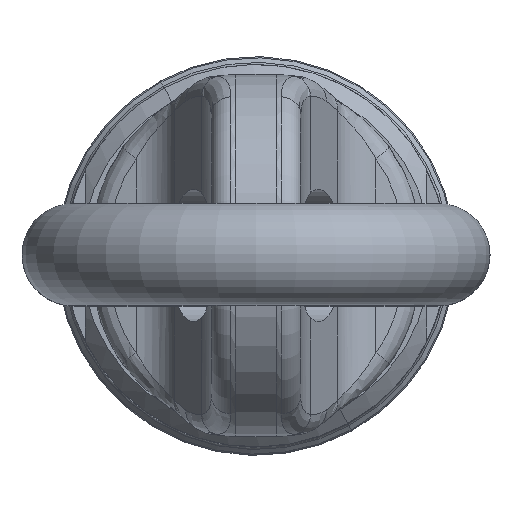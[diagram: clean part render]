
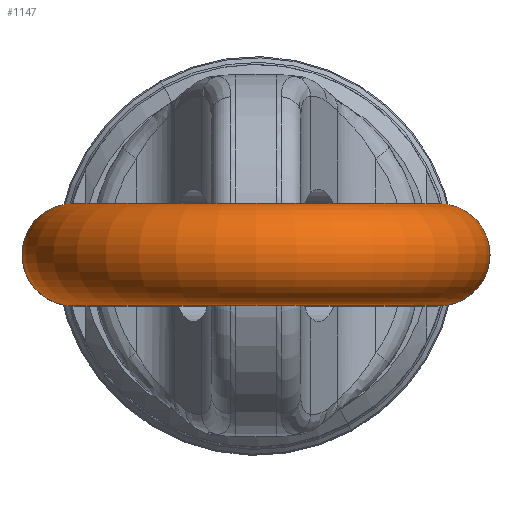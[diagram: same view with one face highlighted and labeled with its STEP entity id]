
A CAD part, top view. The second image highlights one B-rep face of the part: STEP entity #1147.
In plain terms, the highlighted toroidal (fillet/blend) face has major radius 45 mm and minor radius 12.5 mm.
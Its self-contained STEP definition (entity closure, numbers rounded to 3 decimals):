
#1108=CARTESIAN_POINT('Axis2P3D Location',(0.,0.,122.994)) ;
#1113=CARTESIAN_POINT('Axis2P3D Location',(0.,12.5,122.994)) ;
#1117=CARTESIAN_POINT('Vertex',(-45.,12.5,122.994)) ;
#1119=CARTESIAN_POINT('Vertex',(45.,12.5,122.994)) ;
#1122=CARTESIAN_POINT('Axis2P3D Location',(-45.,0.,122.994)) ;
#1126=CARTESIAN_POINT('Vertex',(-45.,-12.5,122.994)) ;
#1129=CARTESIAN_POINT('Axis2P3D Location',(0.,-12.5,122.994)) ;
#1133=CARTESIAN_POINT('Vertex',(45.,-12.5,122.994)) ;
#1136=CARTESIAN_POINT('Axis2P3D Location',(45.,0.,122.994)) ;
#1109=DIRECTION('Axis2P3D Direction',(0.,1.,0.)) ;
#1110=DIRECTION('Axis2P3D XDirection',(-1.,0.,0.)) ;
#1114=DIRECTION('Axis2P3D Direction',(0.,1.,-0.)) ;
#1123=DIRECTION('Axis2P3D Direction',(0.,0.,-1.)) ;
#1130=DIRECTION('Axis2P3D Direction',(0.,1.,-0.)) ;
#1137=DIRECTION('Axis2P3D Direction',(0.,0.,1.)) ;
#1111=AXIS2_PLACEMENT_3D('Torus Axis2P3D',#1108,#1109,#1110) ;
#1115=AXIS2_PLACEMENT_3D('Circle Axis2P3D',#1113,#1114,$) ;
#1124=AXIS2_PLACEMENT_3D('Circle Axis2P3D',#1122,#1123,$) ;
#1131=AXIS2_PLACEMENT_3D('Circle Axis2P3D',#1129,#1130,$) ;
#1138=AXIS2_PLACEMENT_3D('Circle Axis2P3D',#1136,#1137,$) ;
#1142=ORIENTED_EDGE('',*,*,#1121,.F.) ;
#1143=ORIENTED_EDGE('',*,*,#1128,.T.) ;
#1144=ORIENTED_EDGE('',*,*,#1135,.T.) ;
#1145=ORIENTED_EDGE('',*,*,#1140,.F.) ;
#1147=ADVANCED_FACE('YK8216-130C.1\\\X2\81E5935B7CBE52A05DE5\X0\',(#1146),#1112,.T.) ;
#1116=CIRCLE('generated circle',#1115,45.) ;
#1125=CIRCLE('generated circle',#1124,12.5) ;
#1132=CIRCLE('generated circle',#1131,45.) ;
#1139=CIRCLE('generated circle',#1138,12.5) ;
#1112=TOROIDAL_SURFACE('homeo Torus',#1111,45.,12.5) ;
#1121=EDGE_CURVE('',#1118,#1120,#1116,.T.) ;
#1128=EDGE_CURVE('',#1118,#1127,#1125,.F.) ;
#1135=EDGE_CURVE('',#1127,#1134,#1132,.T.) ;
#1140=EDGE_CURVE('',#1120,#1134,#1139,.F.) ;
#1141=EDGE_LOOP('',(#1142,#1143,#1144,#1145)) ;
#1146=FACE_OUTER_BOUND('',#1141,.T.) ;
#1118=VERTEX_POINT('',#1117) ;
#1120=VERTEX_POINT('',#1119) ;
#1127=VERTEX_POINT('',#1126) ;
#1134=VERTEX_POINT('',#1133) ;
